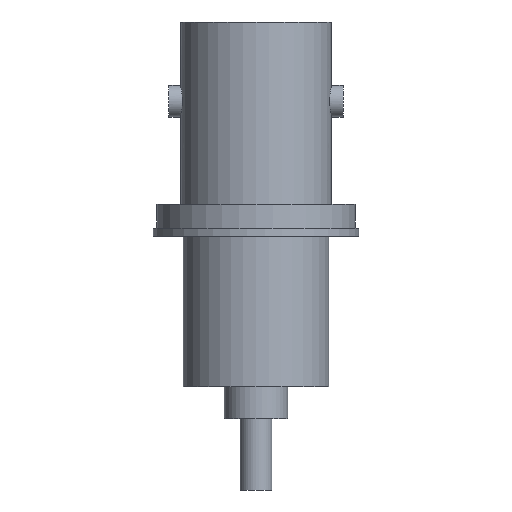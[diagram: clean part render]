
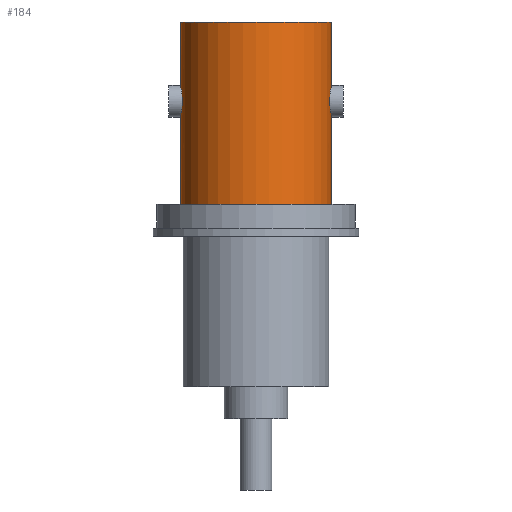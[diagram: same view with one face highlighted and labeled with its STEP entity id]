
A CAD part, left-side view. The second image highlights one B-rep face of the part: STEP entity #184.
In plain terms, the highlighted cylindrical face has radius 4.75 mm (diameter 9.5 mm), a full revolution.
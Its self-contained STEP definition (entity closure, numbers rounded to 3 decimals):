
#95 = EDGE_CURVE('',#96,#96,#98,.T.);
#96 = VERTEX_POINT('',#97);
#97 = CARTESIAN_POINT('',(4.75,0.,1.5));
#98 = CIRCLE('',#99,4.75);
#99 = AXIS2_PLACEMENT_3D('',#100,#101,#102);
#100 = CARTESIAN_POINT('',(0.,0.,1.5));
#101 = DIRECTION('',(0.,0.,1.));
#102 = DIRECTION('',(1.,0.,0.));
#184 = ADVANCED_FACE('',(#185,#204,#255),#306,.T.);
#185 = FACE_BOUND('',#186,.F.);
#186 = EDGE_LOOP('',(#187,#188,#196,#203));
#187 = ORIENTED_EDGE('',*,*,#95,.F.);
#188 = ORIENTED_EDGE('',*,*,#189,.T.);
#189 = EDGE_CURVE('',#96,#190,#192,.T.);
#190 = VERTEX_POINT('',#191);
#191 = CARTESIAN_POINT('',(4.75,0.,13.));
#192 = LINE('',#193,#194);
#193 = CARTESIAN_POINT('',(4.75,0.,1.5));
#194 = VECTOR('',#195,1.);
#195 = DIRECTION('',(0.,0.,1.));
#196 = ORIENTED_EDGE('',*,*,#197,.T.);
#197 = EDGE_CURVE('',#190,#190,#198,.T.);
#198 = CIRCLE('',#199,4.75);
#199 = AXIS2_PLACEMENT_3D('',#200,#201,#202);
#200 = CARTESIAN_POINT('',(0.,0.,13.));
#201 = DIRECTION('',(0.,0.,1.));
#202 = DIRECTION('',(1.,0.,0.));
#203 = ORIENTED_EDGE('',*,*,#189,.F.);
#204 = FACE_BOUND('',#205,.F.);
#205 = EDGE_LOOP('',(#206));
#206 = ORIENTED_EDGE('',*,*,#207,.F.);
#207 = EDGE_CURVE('',#208,#208,#210,.T.);
#208 = VERTEX_POINT('',#209);
#209 = CARTESIAN_POINT('',(1.,4.644,8.));
#210 = B_SPLINE_CURVE_WITH_KNOTS('',7,(#211,#212,#213,#214,#215,#216,
    #217,#218,#219,#220,#221,#222,#223,#224,#225,#226,#227,#228,#229,
    #230,#231,#232,#233,#234,#235,#236,#237,#238,#239,#240,#241,#242,
    #243,#244,#245,#246,#247,#248,#249,#250,#251,#252,#253,#254),
  .UNSPECIFIED.,.T.,.F.,(8,6,6,6,6,6,6,8),(0.,0.149,
    0.288,0.425,0.586,0.713,
    0.842,1.),.UNSPECIFIED.);
#211 = CARTESIAN_POINT('',(1.,4.644,8.));
#212 = CARTESIAN_POINT('',(1.,4.644,8.121));
#213 = CARTESIAN_POINT('',(0.983,4.647,8.243));
#214 = CARTESIAN_POINT('',(0.948,4.655,8.362)
  );
#215 = CARTESIAN_POINT('',(0.897,4.665,8.477)
  );
#216 = CARTESIAN_POINT('',(0.828,4.679,8.586)
  );
#217 = CARTESIAN_POINT('',(0.741,4.693,8.685)
  );
#218 = CARTESIAN_POINT('',(0.541,4.72,8.85)
  );
#219 = CARTESIAN_POINT('',(0.429,4.733,8.92));
#220 = CARTESIAN_POINT('',(0.301,4.744,8.973)
  );
#221 = CARTESIAN_POINT('',(0.165,4.751,9.006)
  );
#222 = CARTESIAN_POINT('',(0.024,4.753,
    9.016));
#223 = CARTESIAN_POINT('',(-0.116,4.75,9.003
    ));
#224 = CARTESIAN_POINT('',(-0.381,4.737,8.935)
  );
#225 = CARTESIAN_POINT('',(-0.504,4.726,8.881
    ));
#226 = CARTESIAN_POINT('',(-0.614,4.713,8.81
    ));
#227 = CARTESIAN_POINT('',(-0.71,4.698,8.726)
  );
#228 = CARTESIAN_POINT('',(-0.79,4.685,8.632
    ));
#229 = CARTESIAN_POINT('',(-0.855,4.673,8.531
    ));
#230 = CARTESIAN_POINT('',(-0.962,4.652,8.303
    ));
#231 = CARTESIAN_POINT('',(-1.,4.644,8.173
    ));
#232 = CARTESIAN_POINT('',(-1.017,4.64,8.037
    ));
#233 = CARTESIAN_POINT('',(-1.013,4.641,7.901
    ));
#234 = CARTESIAN_POINT('',(-0.988,4.646,7.767
    ));
#235 = CARTESIAN_POINT('',(-0.942,4.656,7.638
    ));
#236 = CARTESIAN_POINT('',(-0.824,4.678,7.423
    ));
#237 = CARTESIAN_POINT('',(-0.759,4.69,7.333)
  );
#238 = CARTESIAN_POINT('',(-0.68,4.703,7.249
    ));
#239 = CARTESIAN_POINT('',(-0.588,4.716,7.174
    ));
#240 = CARTESIAN_POINT('',(-0.485,4.727,7.111
    ));
#241 = CARTESIAN_POINT('',(-0.371,4.737,7.063
    ));
#242 = CARTESIAN_POINT('',(-0.126,4.75,7.
    ));
#243 = CARTESIAN_POINT('',(0.004,4.753,
    6.986));
#244 = CARTESIAN_POINT('',(0.135,4.752,6.992)
  );
#245 = CARTESIAN_POINT('',(0.263,4.746,7.018)
  );
#246 = CARTESIAN_POINT('',(0.383,4.737,7.063)
  );
#247 = CARTESIAN_POINT('',(0.493,4.725,7.122)
  );
#248 = CARTESIAN_POINT('',(0.705,4.699,7.276)
  );
#249 = CARTESIAN_POINT('',(0.804,4.683,7.378)
  );
#250 = CARTESIAN_POINT('',(0.882,4.668,7.492)
  );
#251 = CARTESIAN_POINT('',(0.941,4.656,7.614)
  );
#252 = CARTESIAN_POINT('',(0.98,4.648,7.741)
  );
#253 = CARTESIAN_POINT('',(1.,4.644,7.871));
#254 = CARTESIAN_POINT('',(1.,4.644,8.));
#255 = FACE_BOUND('',#256,.F.);
#256 = EDGE_LOOP('',(#257));
#257 = ORIENTED_EDGE('',*,*,#258,.T.);
#258 = EDGE_CURVE('',#259,#259,#261,.T.);
#259 = VERTEX_POINT('',#260);
#260 = CARTESIAN_POINT('',(1.,-4.644,8.));
#261 = B_SPLINE_CURVE_WITH_KNOTS('',7,(#262,#263,#264,#265,#266,#267,
    #268,#269,#270,#271,#272,#273,#274,#275,#276,#277,#278,#279,#280,
    #281,#282,#283,#284,#285,#286,#287,#288,#289,#290,#291,#292,#293,
    #294,#295,#296,#297,#298,#299,#300,#301,#302,#303,#304,#305),
  .UNSPECIFIED.,.T.,.F.,(8,6,6,6,6,6,6,8),(0.,0.149,
    0.288,0.425,0.586,0.713,
    0.842,1.),.UNSPECIFIED.);
#262 = CARTESIAN_POINT('',(1.,-4.644,8.));
#263 = CARTESIAN_POINT('',(1.,-4.644,8.121));
#264 = CARTESIAN_POINT('',(0.983,-4.647,8.243)
  );
#265 = CARTESIAN_POINT('',(0.948,-4.655,8.362
    ));
#266 = CARTESIAN_POINT('',(0.897,-4.665,8.477
    ));
#267 = CARTESIAN_POINT('',(0.828,-4.679,8.586)
  );
#268 = CARTESIAN_POINT('',(0.741,-4.693,8.685
    ));
#269 = CARTESIAN_POINT('',(0.541,-4.72,8.85
    ));
#270 = CARTESIAN_POINT('',(0.429,-4.733,8.92)
  );
#271 = CARTESIAN_POINT('',(0.301,-4.744,8.973
    ));
#272 = CARTESIAN_POINT('',(0.165,-4.751,9.006
    ));
#273 = CARTESIAN_POINT('',(0.024,-4.753,
    9.016));
#274 = CARTESIAN_POINT('',(-0.116,-4.75,
    9.003));
#275 = CARTESIAN_POINT('',(-0.381,-4.737,8.935
    ));
#276 = CARTESIAN_POINT('',(-0.504,-4.726,
    8.881));
#277 = CARTESIAN_POINT('',(-0.614,-4.713,
    8.81));
#278 = CARTESIAN_POINT('',(-0.71,-4.698,
    8.726));
#279 = CARTESIAN_POINT('',(-0.79,-4.685,
    8.632));
#280 = CARTESIAN_POINT('',(-0.855,-4.673,
    8.531));
#281 = CARTESIAN_POINT('',(-0.962,-4.652,
    8.303));
#282 = CARTESIAN_POINT('',(-1.,-4.644,
    8.173));
#283 = CARTESIAN_POINT('',(-1.017,-4.64,
    8.037));
#284 = CARTESIAN_POINT('',(-1.013,-4.641,
    7.901));
#285 = CARTESIAN_POINT('',(-0.988,-4.646,
    7.767));
#286 = CARTESIAN_POINT('',(-0.942,-4.656,7.638
    ));
#287 = CARTESIAN_POINT('',(-0.824,-4.678,
    7.423));
#288 = CARTESIAN_POINT('',(-0.759,-4.69,7.333
    ));
#289 = CARTESIAN_POINT('',(-0.68,-4.703,
    7.249));
#290 = CARTESIAN_POINT('',(-0.588,-4.716,
    7.174));
#291 = CARTESIAN_POINT('',(-0.485,-4.727,
    7.111));
#292 = CARTESIAN_POINT('',(-0.371,-4.737,
    7.063));
#293 = CARTESIAN_POINT('',(-0.126,-4.75,
    7.));
#294 = CARTESIAN_POINT('',(0.004,-4.753,
    6.986));
#295 = CARTESIAN_POINT('',(0.135,-4.752,6.992
    ));
#296 = CARTESIAN_POINT('',(0.263,-4.746,7.018)
  );
#297 = CARTESIAN_POINT('',(0.383,-4.737,7.063
    ));
#298 = CARTESIAN_POINT('',(0.493,-4.725,7.122
    ));
#299 = CARTESIAN_POINT('',(0.705,-4.699,7.276
    ));
#300 = CARTESIAN_POINT('',(0.804,-4.683,7.378)
  );
#301 = CARTESIAN_POINT('',(0.882,-4.668,7.492
    ));
#302 = CARTESIAN_POINT('',(0.941,-4.656,7.614)
  );
#303 = CARTESIAN_POINT('',(0.98,-4.648,7.741
    ));
#304 = CARTESIAN_POINT('',(1.,-4.644,7.871));
#305 = CARTESIAN_POINT('',(1.,-4.644,8.));
#306 = CYLINDRICAL_SURFACE('',#307,4.75);
#307 = AXIS2_PLACEMENT_3D('',#308,#309,#310);
#308 = CARTESIAN_POINT('',(0.,0.,1.5));
#309 = DIRECTION('',(-0.,-0.,-1.));
#310 = DIRECTION('',(1.,0.,0.));
